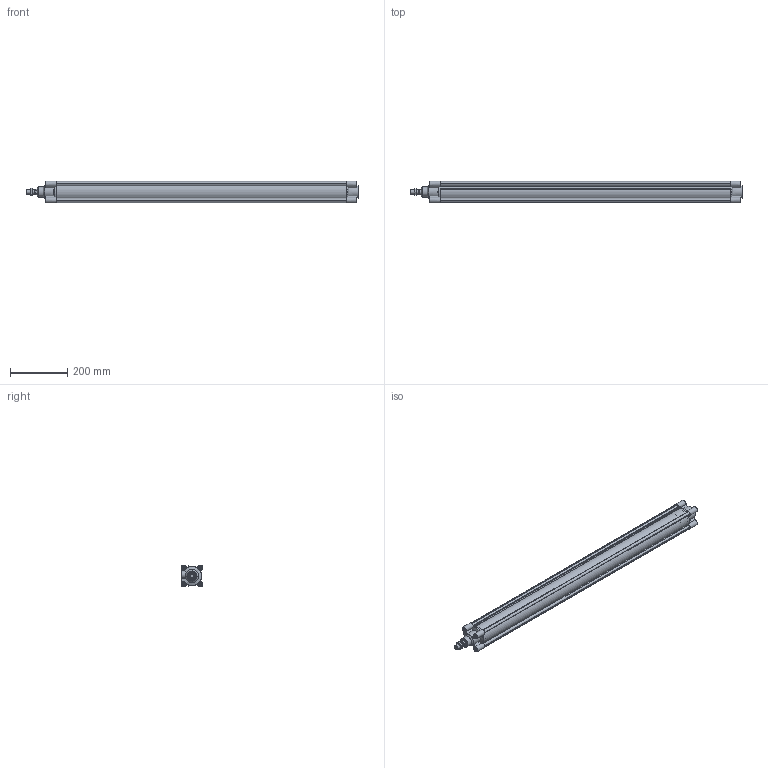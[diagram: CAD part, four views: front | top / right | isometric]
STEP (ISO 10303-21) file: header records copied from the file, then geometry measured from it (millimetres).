
FILE_DESCRIPTION( ( 'STEP AP214' ), '1' );
FILE_NAME( '1390.63.965.01(00).stp', '2022-06-14T14:56:02', ( 'License CC BY-ND 4.0' ), ( 'CADENAS' ), ' ', 'PARTsolutions', ' ' );
FILE_SCHEMA( ( 'AUTOMOTIVE_DESIGN { 1 0 10303 214 1 1 1 1 }' ) );
Length unit declared in the file: millimetre
Products named in the file (6): 1390.63.965.01(00); _63_left_head; _639650CI580; _63-right_head; _639650_piston; _1320.63.18F
Assembly tree (5 placements, depth 2):
  1390.63.965.01(00)
    _63_left_head
    _639650CI580
    _63-right_head
    _639650_piston
    _1320.63.18F
Bounding box: 1159 x 76 x 76 mm (x, y, z)
Volume: 1727495.7 mm3; surface area: 876975.7 mm2
Topology: 5 solids, 5 shells, 366 faces, 884 edges, 560 vertices
Faces by surface type: plane 250, cylinder 81, cone 34, torus 1
Full cylindrical faces by diameter (mm): 6.647 x8, 10 x2, 13 x8, 13.5 x8, 14.376 x1, 14.5 x1, 14.95 x2, 16 x1, 19.5 x1, 20 x2, 35 x1, 45 x2, 63 x4
Entity records: 13532 total; most frequent: CARTESIAN_POINT 2070, DIRECTION 1766, ORIENTED_EDGE 1646, EDGE_CURVE 823, AXIS2_PLACEMENT_3D 621, VERTEX_POINT 557, LINE 524, VECTOR 524
